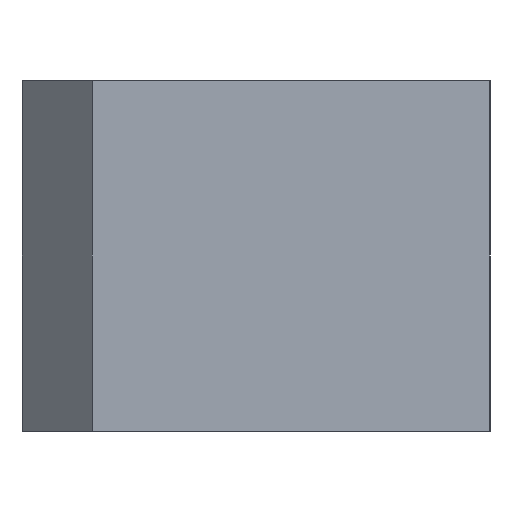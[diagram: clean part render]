
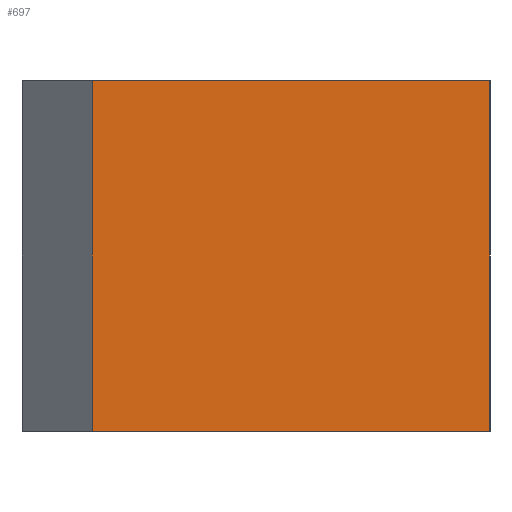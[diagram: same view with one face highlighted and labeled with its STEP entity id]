
A CAD part, left-side view. The second image highlights one B-rep face of the part: STEP entity #697.
In plain terms, the highlighted planar face has unit normal (-1, 0, 0).
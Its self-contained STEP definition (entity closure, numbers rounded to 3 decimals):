
#674 = ORIENTED_EDGE ( 'NONE', *, *, #675, .F. ) ;
#675 = EDGE_CURVE ( 'NONE', #676, #702, #4202, .T. ) ;
#676 = VERTEX_POINT ( 'NONE', #4198 ) ;
#677 = ORIENTED_EDGE ( 'NONE', *, *, #678, .F. ) ;
#678 = EDGE_CURVE ( 'NONE', #679, #676, #4197, .T. ) ;
#679 = VERTEX_POINT ( 'NONE', #4193 ) ;
#680 = ORIENTED_EDGE ( 'NONE', *, *, #681, .T. ) ;
#681 = EDGE_CURVE ( 'NONE', #679, #701, #4191, .T. ) ;
#697 = ADVANCED_FACE ( 'NONE', ( #4220 ), #4218, .F. ) ;
#698 = EDGE_LOOP ( 'NONE', ( #699, #674, #677, #680 ) ) ;
#699 = ORIENTED_EDGE ( 'NONE', *, *, #700, .T. ) ;
#700 = EDGE_CURVE ( 'NONE', #701, #702, #4281, .T. ) ;
#701 = VERTEX_POINT ( 'NONE', #4277 ) ;
#702 = VERTEX_POINT ( 'NONE', #4276 ) ;
#4188 = DIRECTION ( 'NONE',  ( 0., 0., -1. ) ) ;
#4189 = VECTOR ( 'NONE', #4188, 1000. ) ;
#4190 = CARTESIAN_POINT ( 'NONE',  ( 0., 17., 7.5 ) ) ;
#4191 = LINE ( 'NONE', #4190, #4189 ) ;
#4193 = CARTESIAN_POINT ( 'NONE',  ( 0., 17., 7.5 ) ) ;
#4194 = DIRECTION ( 'NONE',  ( 0., -1., 0. ) ) ;
#4195 = VECTOR ( 'NONE', #4194, 1000. ) ;
#4196 = CARTESIAN_POINT ( 'NONE',  ( 0., 0., 7.5 ) ) ;
#4197 = LINE ( 'NONE', #4196, #4195 ) ;
#4198 = CARTESIAN_POINT ( 'NONE',  ( 0., 0., 7.5 ) ) ;
#4199 = DIRECTION ( 'NONE',  ( 0., 0., -1. ) ) ;
#4200 = VECTOR ( 'NONE', #4199, 1000. ) ;
#4201 = CARTESIAN_POINT ( 'NONE',  ( 0., 0., 7.5 ) ) ;
#4202 = LINE ( 'NONE', #4201, #4200 ) ;
#4218 = PLANE ( 'NONE',  #4219 ) ;
#4219 = AXIS2_PLACEMENT_3D ( 'NONE', #4284, #4283, #4282 ) ;
#4220 = FACE_OUTER_BOUND ( 'NONE', #698, .T. ) ;
#4276 = CARTESIAN_POINT ( 'NONE',  ( 0., 0., -7.5 ) ) ;
#4277 = CARTESIAN_POINT ( 'NONE',  ( 0., 17., -7.5 ) ) ;
#4278 = DIRECTION ( 'NONE',  ( 0., -1., 0. ) ) ;
#4279 = VECTOR ( 'NONE', #4278, 1000. ) ;
#4280 = CARTESIAN_POINT ( 'NONE',  ( 0., 0., -7.5 ) ) ;
#4281 = LINE ( 'NONE', #4280, #4279 ) ;
#4282 = DIRECTION ( 'NONE',  ( 0., 0., -1. ) ) ;
#4283 = DIRECTION ( 'NONE',  ( 1., 0., 0. ) ) ;
#4284 = CARTESIAN_POINT ( 'NONE',  ( 0., 0., 7.5 ) ) ;
